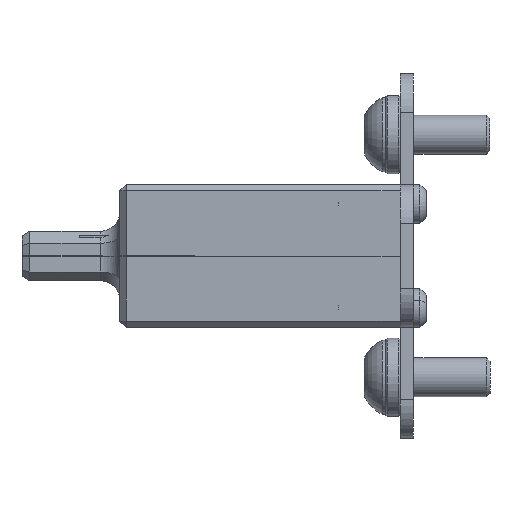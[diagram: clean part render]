
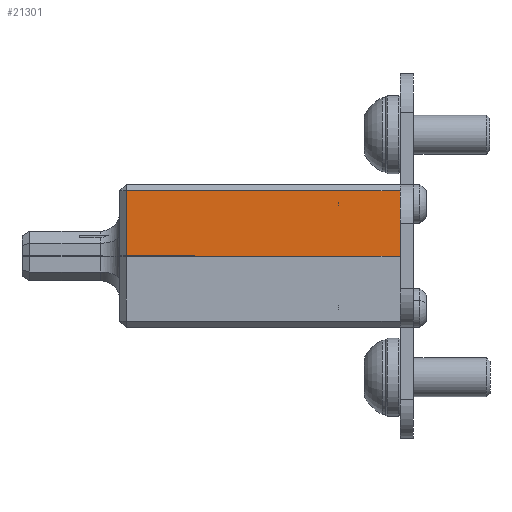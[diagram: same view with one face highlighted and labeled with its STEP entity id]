
A CAD part, left-side view. The second image highlights one B-rep face of the part: STEP entity #21301.
In plain terms, the highlighted planar face has unit normal (-1, 0, 0).
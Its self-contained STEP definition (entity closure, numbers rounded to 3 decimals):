
#801 = DIRECTION ( 'NONE',  ( 0., 0., -1. ) ) ;
#866 = DIRECTION ( 'NONE',  ( 0., 1., 0. ) ) ;
#1472 = VERTEX_POINT ( 'NONE', #3985 ) ;
#1556 = AXIS2_PLACEMENT_3D ( 'NONE', #14054, #24820, #11608 ) ;
#1880 = VERTEX_POINT ( 'NONE', #16599 ) ;
#2458 = VERTEX_POINT ( 'NONE', #10241 ) ;
#2705 = LINE ( 'NONE', #16284, #20607 ) ;
#3835 = EDGE_CURVE ( 'NONE', #1472, #19792, #19783, .T. ) ;
#3840 = EDGE_CURVE ( 'NONE', #1880, #1472, #16742, .T. ) ;
#3873 = FACE_OUTER_BOUND ( 'NONE', #20364, .T. ) ;
#3985 = CARTESIAN_POINT ( 'NONE',  ( -7.5, 6.5, 5. ) ) ;
#4259 = ORIENTED_EDGE ( 'NONE', *, *, #17956, .T. ) ;
#5531 = DIRECTION ( 'NONE',  ( 0., -1., 0. ) ) ;
#5734 = LINE ( 'NONE', #26616, #25351 ) ;
#10241 = CARTESIAN_POINT ( 'NONE',  ( -7.5, -14.5, 0. ) ) ;
#11026 = VECTOR ( 'NONE', #866, 1000. ) ;
#11073 = CARTESIAN_POINT ( 'NONE',  ( -7.5, 6.5, 0. ) ) ;
#11358 = EDGE_CURVE ( 'NONE', #1880, #2458, #5734, .T. ) ;
#11387 = CARTESIAN_POINT ( 'NONE',  ( -7.5, 6.5, 0. ) ) ;
#11608 = DIRECTION ( 'NONE',  ( 0., 0., -1. ) ) ;
#13070 = VECTOR ( 'NONE', #26767, 1000. ) ;
#13967 = PLANE ( 'NONE',  #1556 ) ;
#14054 = CARTESIAN_POINT ( 'NONE',  ( -7.5, -14.5, 5.5 ) ) ;
#14754 = ORIENTED_EDGE ( 'NONE', *, *, #11358, .F. ) ;
#16284 = CARTESIAN_POINT ( 'NONE',  ( -7.5, -14.5, 0. ) ) ;
#16599 = CARTESIAN_POINT ( 'NONE',  ( -7.5, -14.5, 5. ) ) ;
#16742 = LINE ( 'NONE', #17975, #11026 ) ;
#17956 = EDGE_CURVE ( 'NONE', #19792, #2458, #2705, .T. ) ;
#17975 = CARTESIAN_POINT ( 'NONE',  ( -7.5, -14.5, 5. ) ) ;
#19382 = ORIENTED_EDGE ( 'NONE', *, *, #3840, .T. ) ;
#19783 = LINE ( 'NONE', #11387, #13070 ) ;
#19792 = VERTEX_POINT ( 'NONE', #11073 ) ;
#20364 = EDGE_LOOP ( 'NONE', ( #20787, #4259, #14754, #19382 ) ) ;
#20607 = VECTOR ( 'NONE', #5531, 1000. ) ;
#20787 = ORIENTED_EDGE ( 'NONE', *, *, #3835, .T. ) ;
#21301 = ADVANCED_FACE ( 'NONE', ( #3873 ), #13967, .F. ) ;
#24820 = DIRECTION ( 'NONE',  ( 1., 0., 0. ) ) ;
#25351 = VECTOR ( 'NONE', #801, 1000. ) ;
#26616 = CARTESIAN_POINT ( 'NONE',  ( -7.5, -14.5, 5.5 ) ) ;
#26767 = DIRECTION ( 'NONE',  ( 0., 0., -1. ) ) ;
